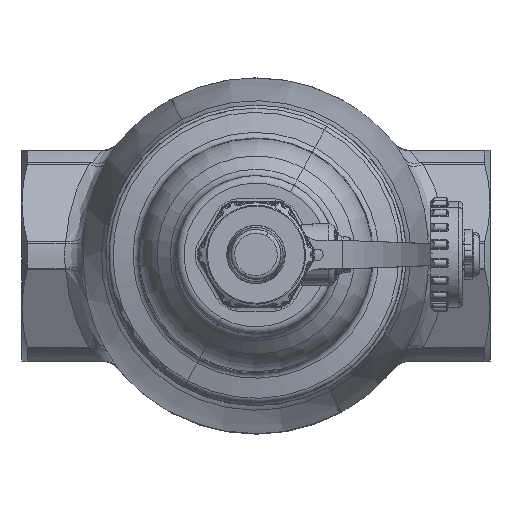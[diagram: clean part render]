
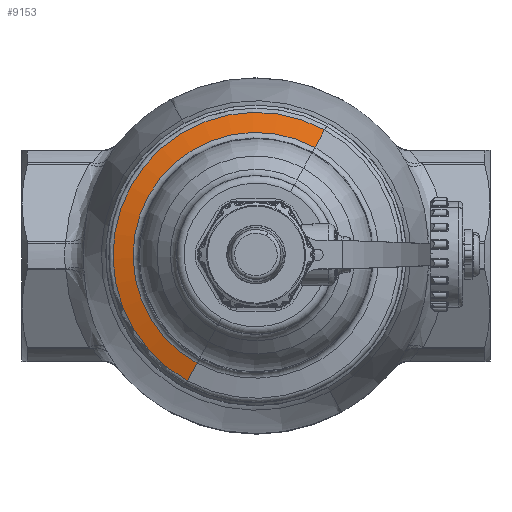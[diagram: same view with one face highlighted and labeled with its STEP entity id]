
A CAD part, top view. The second image highlights one B-rep face of the part: STEP entity #9153.
In plain terms, the highlighted conical face has half-angle 75 degrees and reference radius 31.1 mm.
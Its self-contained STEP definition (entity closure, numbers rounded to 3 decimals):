
#9071=CARTESIAN_POINT('Vertex',(-18.165,-33.25,85.802)) ;
#9074=CARTESIAN_POINT('Axis2P3D Location',(0.,0.,85.802)) ;
#9078=CARTESIAN_POINT('Vertex',(18.165,33.25,85.802)) ;
#9111=CARTESIAN_POINT('Axis2P3D Location',(0.,0.,87.621)) ;
#9116=CARTESIAN_POINT('Line Origine',(-16.804,-30.759,86.563)) ;
#9120=CARTESIAN_POINT('Vertex',(-15.614,-28.582,87.228)) ;
#9123=CARTESIAN_POINT('Line Origine',(16.804,30.759,86.563)) ;
#9127=CARTESIAN_POINT('Vertex',(15.614,28.582,87.228)) ;
#9142=CARTESIAN_POINT('Axis2P3D Location',(0.,0.,87.228)) ;
#9118=VECTOR('Line Direction',#9117,1.) ;
#9125=VECTOR('Line Direction',#9124,1.) ;
#9075=DIRECTION('Axis2P3D Direction',(0.,-0.,-1.)) ;
#9112=DIRECTION('Axis2P3D Direction',(0.,0.,-1.)) ;
#9113=DIRECTION('Axis2P3D XDirection',(-0.479,-0.878,0.)) ;
#9117=DIRECTION('Vector Direction',(-0.463,-0.848,-0.259)) ;
#9124=DIRECTION('Vector Direction',(0.463,0.848,-0.259)) ;
#9143=DIRECTION('Axis2P3D Direction',(0.,0.,-1.)) ;
#9076=AXIS2_PLACEMENT_3D('Circle Axis2P3D',#9074,#9075,$) ;
#9114=AXIS2_PLACEMENT_3D('Cone Axis2P3D',#9111,#9112,#9113) ;
#9144=AXIS2_PLACEMENT_3D('Circle Axis2P3D',#9142,#9143,$) ;
#9119=LINE('Line',#9116,#9118) ;
#9126=LINE('Line',#9123,#9125) ;
#9077=CIRCLE('generated circle',#9076,37.888) ;
#9145=CIRCLE('generated circle',#9144,32.569) ;
#9115=CONICAL_SURFACE('Cone',#9114,31.1,1.309) ;
#9080=EDGE_CURVE('',#9072,#9079,#9077,.T.) ;
#9122=EDGE_CURVE('',#9121,#9072,#9119,.T.) ;
#9129=EDGE_CURVE('',#9128,#9079,#9126,.T.) ;
#9146=EDGE_CURVE('',#9128,#9121,#9145,.F.) ;
#9148=ORIENTED_EDGE('',*,*,#9129,.T.) ;
#9149=ORIENTED_EDGE('',*,*,#9080,.F.) ;
#9150=ORIENTED_EDGE('',*,*,#9122,.F.) ;
#9151=ORIENTED_EDGE('',*,*,#9146,.F.) ;
#9147=EDGE_LOOP('',(#9148,#9149,#9150,#9151)) ;
#9072=VERTEX_POINT('',#9071) ;
#9079=VERTEX_POINT('',#9078) ;
#9121=VERTEX_POINT('',#9120) ;
#9128=VERTEX_POINT('',#9127) ;
#9153=ADVANCED_FACE('PartBody',(#9152),#9115,.T.) ;
#9152=FACE_OUTER_BOUND('',#9147,.T.) ;
